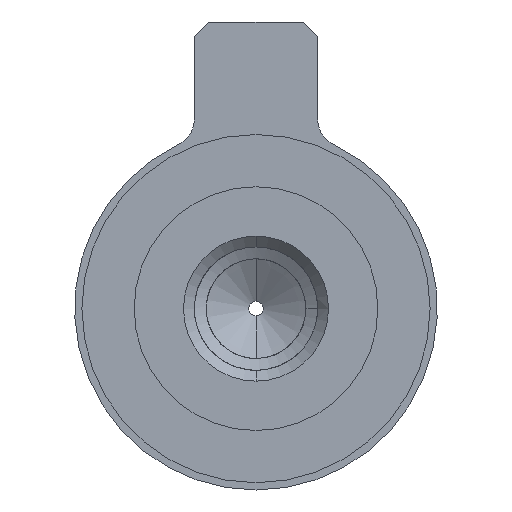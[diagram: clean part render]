
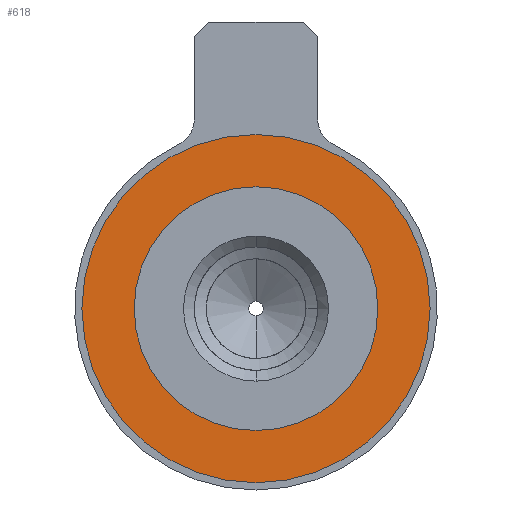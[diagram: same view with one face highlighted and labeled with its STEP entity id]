
A CAD part, front view. The second image highlights one B-rep face of the part: STEP entity #618.
In plain terms, the highlighted planar face has unit normal (0, -1, 0).
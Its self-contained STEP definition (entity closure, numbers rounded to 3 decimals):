
#38 = CIRCLE ( 'NONE', #2036, 8.4 ) ;
#163 = CARTESIAN_POINT ( 'NONE',  ( 0., -4., 0. ) ) ;
#167 = ORIENTED_EDGE ( 'NONE', *, *, #6888, .F. ) ;
#383 = VERTEX_POINT ( 'NONE', #5285 ) ;
#618 = ADVANCED_FACE ( 'NONE', ( #5955, #2553 ), #5376, .T. ) ;
#663 = VERTEX_POINT ( 'NONE', #1427 ) ;
#961 = VERTEX_POINT ( 'NONE', #2799 ) ;
#1325 = CARTESIAN_POINT ( 'NONE',  ( 0., -4., 0. ) ) ;
#1376 = DIRECTION ( 'NONE',  ( 0., 0., -1. ) ) ;
#1427 = CARTESIAN_POINT ( 'NONE',  ( 0., -4., 8.4 ) ) ;
#1615 = EDGE_LOOP ( 'NONE', ( #5264, #167 ) ) ;
#1645 = DIRECTION ( 'NONE',  ( 0., -1., 0. ) ) ;
#2036 = AXIS2_PLACEMENT_3D ( 'NONE', #5838, #4173, #4782 ) ;
#2147 = DIRECTION ( 'NONE',  ( 0., 0., -1. ) ) ;
#2553 = FACE_OUTER_BOUND ( 'NONE', #4318, .T. ) ;
#2799 = CARTESIAN_POINT ( 'NONE',  ( 0., -4., -12. ) ) ;
#3020 = ORIENTED_EDGE ( 'NONE', *, *, #3573, .T. ) ;
#3133 = DIRECTION ( 'NONE',  ( 0., 0., -1. ) ) ;
#3553 = DIRECTION ( 'NONE',  ( 0., 0., -1. ) ) ;
#3573 = EDGE_CURVE ( 'NONE', #961, #4945, #5089, .T. ) ;
#3763 = CARTESIAN_POINT ( 'NONE',  ( 0., -4., 12. ) ) ;
#3954 = CARTESIAN_POINT ( 'NONE',  ( 0., -4., 0. ) ) ;
#4079 = AXIS2_PLACEMENT_3D ( 'NONE', #1325, #5788, #1376 ) ;
#4173 = DIRECTION ( 'NONE',  ( 0., -1., 0. ) ) ;
#4272 = DIRECTION ( 'NONE',  ( 0., -1., 0. ) ) ;
#4318 = EDGE_LOOP ( 'NONE', ( #6123, #3020 ) ) ;
#4589 = AXIS2_PLACEMENT_3D ( 'NONE', #5393, #4272, #3133 ) ;
#4663 = DIRECTION ( 'NONE',  ( 0., -1., 0. ) ) ;
#4782 = DIRECTION ( 'NONE',  ( 0., 0., -1. ) ) ;
#4945 = VERTEX_POINT ( 'NONE', #3763 ) ;
#5089 = CIRCLE ( 'NONE', #6932, 12. ) ;
#5233 = CIRCLE ( 'NONE', #4079, 12. ) ;
#5264 = ORIENTED_EDGE ( 'NONE', *, *, #5392, .F. ) ;
#5285 = CARTESIAN_POINT ( 'NONE',  ( 0., -4., -8.4 ) ) ;
#5376 = PLANE ( 'NONE',  #4589 ) ;
#5392 = EDGE_CURVE ( 'NONE', #663, #383, #6486, .T. ) ;
#5393 = CARTESIAN_POINT ( 'NONE',  ( 0., -4., 0. ) ) ;
#5788 = DIRECTION ( 'NONE',  ( 0., -1., 0. ) ) ;
#5838 = CARTESIAN_POINT ( 'NONE',  ( 0., -4., 0. ) ) ;
#5955 = FACE_BOUND ( 'NONE', #1615, .T. ) ;
#6123 = ORIENTED_EDGE ( 'NONE', *, *, #6856, .T. ) ;
#6486 = CIRCLE ( 'NONE', #6490, 8.4 ) ;
#6490 = AXIS2_PLACEMENT_3D ( 'NONE', #3954, #1645, #2147 ) ;
#6856 = EDGE_CURVE ( 'NONE', #4945, #961, #5233, .T. ) ;
#6888 = EDGE_CURVE ( 'NONE', #383, #663, #38, .T. ) ;
#6932 = AXIS2_PLACEMENT_3D ( 'NONE', #163, #4663, #3553 ) ;
